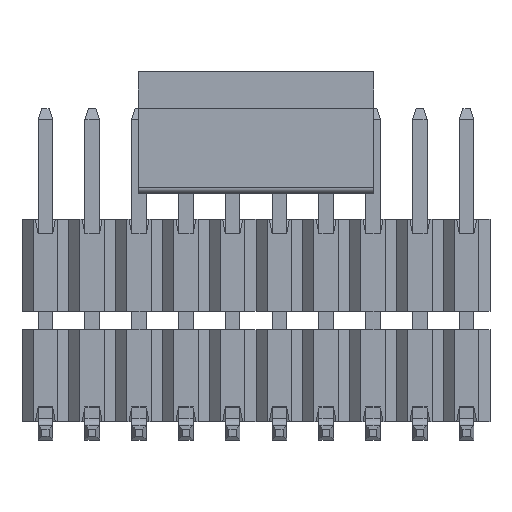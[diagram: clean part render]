
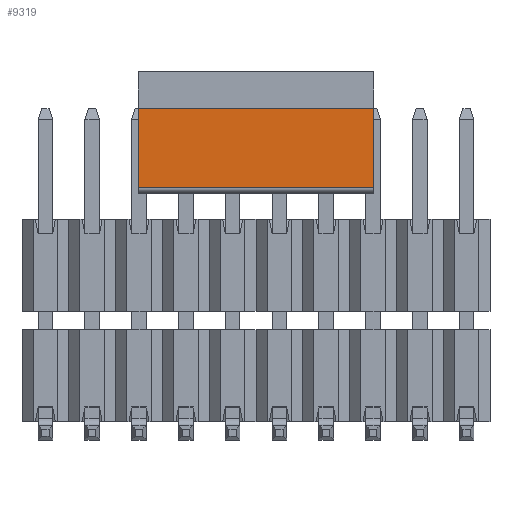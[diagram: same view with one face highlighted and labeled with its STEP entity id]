
A CAD part, top view. The second image highlights one B-rep face of the part: STEP entity #9319.
In plain terms, the highlighted planar face has unit normal (0, 0, 1).
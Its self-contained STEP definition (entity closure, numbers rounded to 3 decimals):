
#8332=CARTESIAN_POINT('',(2.515,6.35,1.7));
#8333=VERTEX_POINT('',#8332);
#8341=CARTESIAN_POINT('',(2.515,8.5,1.7));
#8342=VERTEX_POINT('',#8341);
#8343=CARTESIAN_POINT('',(2.515,6.35,1.7));
#8344=DIRECTION('',(0.,1.,0.));
#8345=VECTOR('',#8344,2.15);
#8346=LINE('',#8343,#8345);
#8347=EDGE_CURVE('',#8333,#8342,#8346,.T.);
#8783=CARTESIAN_POINT('',(8.915,8.5,1.7));
#8784=VERTEX_POINT('',#8783);
#8791=CARTESIAN_POINT('',(8.915,6.35,1.7));
#8792=VERTEX_POINT('',#8791);
#8793=CARTESIAN_POINT('',(8.915,8.5,1.7));
#8794=DIRECTION('',(0.,-1.,0.));
#8795=VECTOR('',#8794,2.15);
#8796=LINE('',#8793,#8795);
#8797=EDGE_CURVE('',#8784,#8792,#8796,.T.);
#9293=CARTESIAN_POINT('',(8.915,6.35,1.7));
#9294=DIRECTION('',(-1.,0.,0.));
#9295=VECTOR('',#9294,6.4);
#9296=LINE('',#9293,#9295);
#9297=EDGE_CURVE('',#8792,#8333,#9296,.T.);
#9303=CARTESIAN_POINT('',(2.515,8.5,1.7));
#9304=DIRECTION('',(0.,-1.,0.));
#9305=DIRECTION('',(-0.,0.,1.));
#9306=AXIS2_PLACEMENT_3D('',#9303,#9305,#9304);
#9307=PLANE('',#9306);
#9308=ORIENTED_EDGE('',*,*,#8797,.F.);
#9309=CARTESIAN_POINT('',(8.915,8.5,1.7));
#9310=DIRECTION('',(-1.,0.,0.));
#9311=VECTOR('',#9310,6.4);
#9312=LINE('',#9309,#9311);
#9313=EDGE_CURVE('',#8784,#8342,#9312,.T.);
#9314=ORIENTED_EDGE('',*,*,#9313,.T.);
#9315=ORIENTED_EDGE('',*,*,#8347,.F.);
#9316=ORIENTED_EDGE('',*,*,#9297,.F.);
#9317=EDGE_LOOP('',(#9308,#9314,#9315,#9316));
#9318=FACE_OUTER_BOUND('',#9317,.T.);
#9319=ADVANCED_FACE('',(#9318),#9307,.T.);
